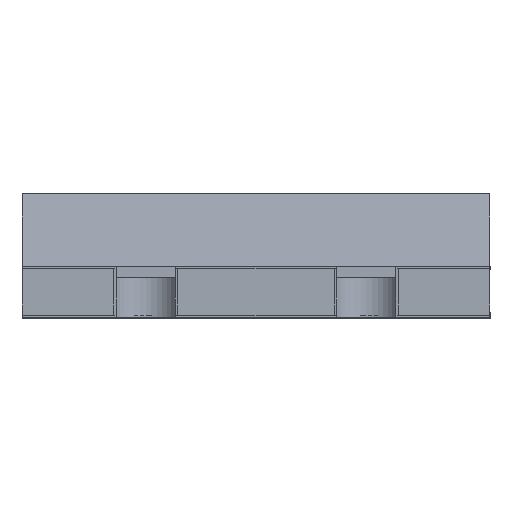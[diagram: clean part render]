
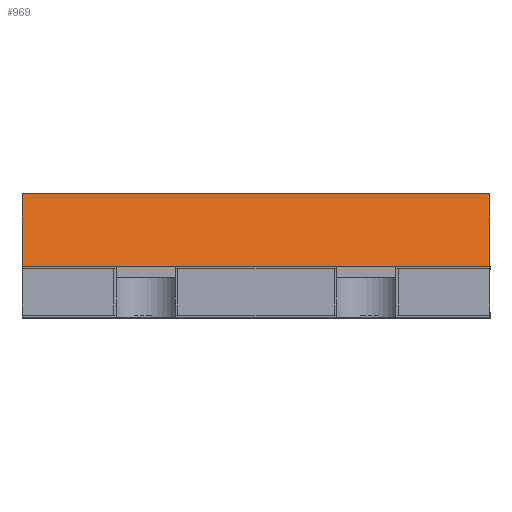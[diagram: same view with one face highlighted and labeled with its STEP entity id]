
A CAD part, top view. The second image highlights one B-rep face of the part: STEP entity #969.
In plain terms, the highlighted planar face has unit normal (0, 0.174, 0.985).
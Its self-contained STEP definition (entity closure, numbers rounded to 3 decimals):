
#159 = DIRECTION ( 'NONE',  ( 0., 0.174, 0.985 ) ) ;
#209 = VECTOR ( 'NONE', #1841, 1000. ) ;
#420 = ORIENTED_EDGE ( 'NONE', *, *, #2260, .T. ) ;
#587 = VECTOR ( 'NONE', #1272, 1000. ) ;
#613 = LINE ( 'NONE', #645, #1541 ) ;
#645 = CARTESIAN_POINT ( 'NONE',  ( 2.12, 0.46, 2.2 ) ) ;
#682 = EDGE_LOOP ( 'NONE', ( #1505, #420, #1084, #1520 ) ) ;
#720 = CARTESIAN_POINT ( 'NONE',  ( -2.12, 1.12, 2.084 ) ) ;
#744 = EDGE_CURVE ( 'NONE', #1080, #3652, #1432, .T. ) ;
#872 = DIRECTION ( 'NONE',  ( 1., 0., 0. ) ) ;
#969 = ADVANCED_FACE ( 'NONE', ( #1927 ), #3256, .T. ) ;
#977 = CARTESIAN_POINT ( 'NONE',  ( -2.12, 0.46, 2.2 ) ) ;
#1080 = VERTEX_POINT ( 'NONE', #720 ) ;
#1084 = ORIENTED_EDGE ( 'NONE', *, *, #3340, .F. ) ;
#1203 = CARTESIAN_POINT ( 'NONE',  ( -6.569, 0.46, 2.2 ) ) ;
#1272 = DIRECTION ( 'NONE',  ( 0., 0.985, -0.174 ) ) ;
#1404 = LINE ( 'NONE', #1203, #3441 ) ;
#1432 = LINE ( 'NONE', #3526, #209 ) ;
#1505 = ORIENTED_EDGE ( 'NONE', *, *, #1608, .F. ) ;
#1520 = ORIENTED_EDGE ( 'NONE', *, *, #744, .F. ) ;
#1541 = VECTOR ( 'NONE', #1769, 1000. ) ;
#1592 = DIRECTION ( 'NONE',  ( 0., -0.985, 0.174 ) ) ;
#1608 = EDGE_CURVE ( 'NONE', #2052, #1080, #3098, .T. ) ;
#1769 = DIRECTION ( 'NONE',  ( 0., -0.985, 0.174 ) ) ;
#1841 = DIRECTION ( 'NONE',  ( 1., 0., 0. ) ) ;
#1927 = FACE_OUTER_BOUND ( 'NONE', #682, .T. ) ;
#2046 = VERTEX_POINT ( 'NONE', #2386 ) ;
#2052 = VERTEX_POINT ( 'NONE', #2088 ) ;
#2088 = CARTESIAN_POINT ( 'NONE',  ( -2.12, 0.46, 2.2 ) ) ;
#2260 = EDGE_CURVE ( 'NONE', #2052, #2046, #1404, .T. ) ;
#2281 = CARTESIAN_POINT ( 'NONE',  ( 2.12, 1.12, 2.084 ) ) ;
#2386 = CARTESIAN_POINT ( 'NONE',  ( 2.12, 0.46, 2.2 ) ) ;
#3098 = LINE ( 'NONE', #977, #587 ) ;
#3256 = PLANE ( 'NONE',  #3367 ) ;
#3340 = EDGE_CURVE ( 'NONE', #3652, #2046, #613, .T. ) ;
#3367 = AXIS2_PLACEMENT_3D ( 'NONE', #3552, #159, #1592 ) ;
#3441 = VECTOR ( 'NONE', #872, 1000. ) ;
#3526 = CARTESIAN_POINT ( 'NONE',  ( -6.569, 1.12, 2.084 ) ) ;
#3552 = CARTESIAN_POINT ( 'NONE',  ( -6.569, 0.46, 2.2 ) ) ;
#3652 = VERTEX_POINT ( 'NONE', #2281 ) ;
